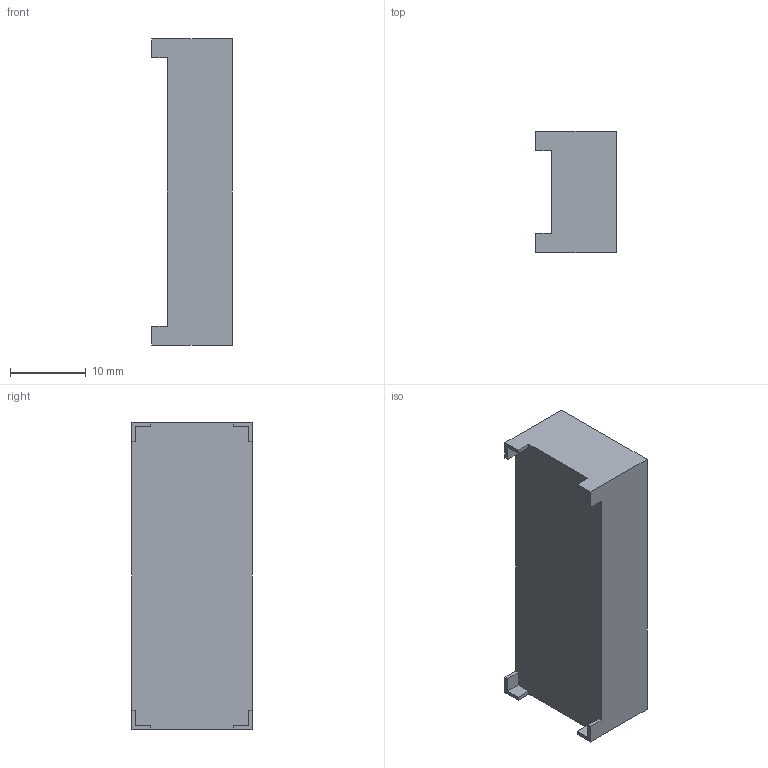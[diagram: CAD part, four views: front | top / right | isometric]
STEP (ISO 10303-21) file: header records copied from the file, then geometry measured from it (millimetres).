
FILE_DESCRIPTION(/* description */ (''),/* implementation_level */ '2;1');
FILE_NAME(/* name */ 'SLR0404DxA2BD.stp',/* time_stamp */ '2021-05-18T19:56:01+03:00',/* author */ ('VB'),/* organization */ (''),/* preprocessor_version */ 'ST-DEVELOPER v18',/* originating_system */ 'Autodesk Inventor 2020',/* authorisation */ '');
FILE_SCHEMA (('AUTOMOTIVE_DESIGN { 1 0 10303 214 3 1 1 }'));
Length unit declared in the file: millimetre
Products named in the file (1): Деталь1
Bounding box: 10.6 x 16 x 40.5 mm (x, y, z)
Volume: 5590.8 mm3; surface area: 2347.8 mm2
Topology: 1 solids, 1 shells, 26 faces, 72 edges, 48 vertices
Faces by surface type: plane 26
Entity records: 857 total; most frequent: CARTESIAN_POINT 147, ORIENTED_EDGE 144, DIRECTION 126, LINE 72, VECTOR 72, EDGE_CURVE 72, VERTEX_POINT 48, AXIS2_PLACEMENT_3D 27
